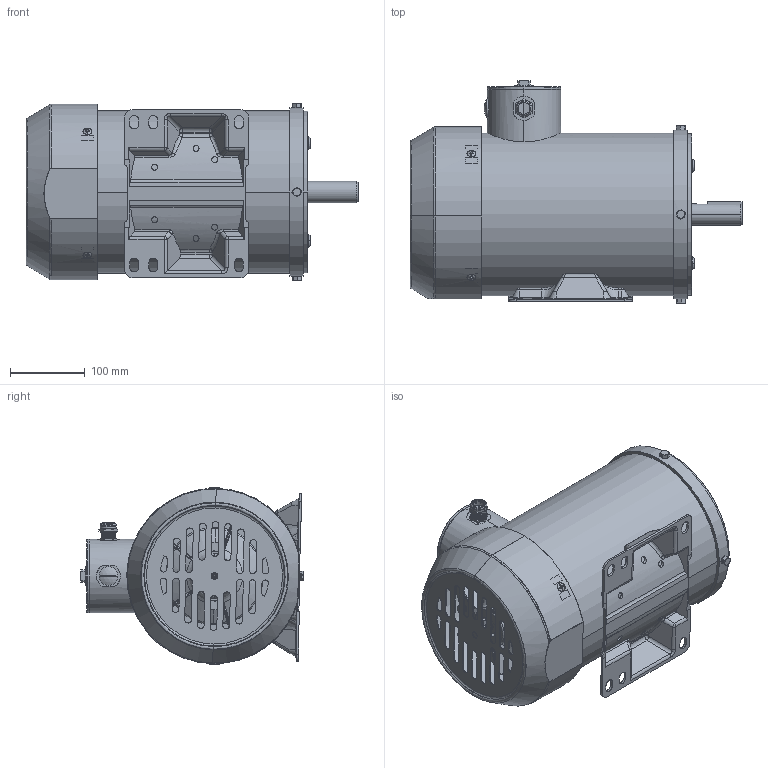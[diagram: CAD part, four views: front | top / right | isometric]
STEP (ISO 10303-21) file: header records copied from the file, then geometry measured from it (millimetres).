
FILE_DESCRIPTION (( 'STEP AP214' ), '1' );
FILE_NAME ('（182TC-3HP-4）（184TC-5HP-4）.STEP', '2017-11-13T02:04:19', ( 'user' ), ( '' ), 'SwSTEP 2.0', 'SolidWorks 2013', '' );
FILE_SCHEMA (( 'AUTOMOTIVE_DESIGN' ));
Length unit declared in the file: millimetre
Products named in the file (37): 112-2瑞圮; （182TC-3HP-4）（184TC-5HP-4）; plain washers-n series-grade a gb_GB_FASTENER_WASHER_PWNA 5; 180TC  筒形不锈钢接线盒; spring lock washers--normal type gb_GB_FASTENER_WASHER_SW 5; 出线孔塞; hexagon socket head cap screws gb_GB_FASTENER_SCREWS_HSHCS M5X16-N; 沓蹋滲蹟簽M20; 180~210TC  粣創裔8WT.317.101; 沓蹋滲M22謂12; 180TC-4 蛌赽5WT.674.102; 180~210TC  芠倛祥谽詩碟裔 ; deep groove ball bearings gb_Rolling bearings 6308 GB 276-94; 180TC  芠倛祥谽詩碟釱 ; deep groove ball bearings gb_Rolling bearings 6306 GB 276-94; M10 不銹钢带孔螺塞; 6.35x46 源瑩 8WT.970.101; 螺孔塞 8WT.350.001; 180TC 翋粣 饜90瑞圮.410.217.8WT.200.101-103-104-106; cross recessed pan head screws gb_GB_CROSS_SCREWS_TYPE1 M6X12-12  H type-N; 180TC 瑞欶 8WT.306.101; 180TC-4 翉臏蛌赽5WT.678.102; U倛蚐猾40X65X10; 180TC-4 隅赽.65. 5WT.672.102; U倛蚐猾30X65X10; 180TC ※C§楊擘 8WT.013.103; M6X295酗蹟裝; 180TC-4 隅赽沺郋5WT.663.102; plain washers--product grade c gb_GB_FASTENER_WASHER_SMWC 6; 8WT.250.102 諶え(65); spring lock washers--normal type gb_GB_FASTENER_WASHER_SW 6; 180TC-4 隅赽詁え 5WT.660.102; circlips for shaft--type a large gb_GB_CONNECTING_PIECE_RING_RRA 28; 180TC 儂褐 8WT.002.101; 疏倛粟銅D72(揤坫ヶ); 180TC 儂褲芠极 8WT.001.102; 180TC 綴傷裔 8WT.013.106
Assembly tree (66 placements, depth 4):
  （182TC-3HP-4）（184TC-5HP-4）
    180TC-4 隅赽.65. 5WT.672.102
      180TC 儂褲芠极 8WT.001.102
      180TC 儂褐 8WT.002.101
      180TC-4 隅赽沺郋5WT.663.102
        180TC-4 隅赽詁え 5WT.660.102
        8WT.250.102 諶え(65)  x6
      180TC ※C§楊擘 8WT.013.103
    180TC-4 蛌赽5WT.674.102
      180TC-4 翉臏蛌赽5WT.678.102
      180TC 翋粣 饜90瑞圮.410.217.8WT.200.101-103-104-106
      6.35x46 源瑩 8WT.970.101
      deep groove ball bearings gb_Rolling bearings 6306 GB 276-94
      deep groove ball bearings gb_Rolling bearings 6308 GB 276-94
    180~210TC  粣創裔8WT.317.101
    hexagon socket head cap screws gb_GB_FASTENER_SCREWS_HSHCS M5X16-N  x2
    spring lock washers--normal type gb_GB_FASTENER_WASHER_SW 5  x2
    plain washers-n series-grade a gb_GB_FASTENER_WASHER_PWNA 5  x2
    112-2瑞圮
    180TC 綴傷裔 8WT.013.106
    疏倛粟銅D72(揤坫ヶ)
    circlips for shaft--type a large gb_GB_CONNECTING_PIECE_RING_RRA 28
    spring lock washers--normal type gb_GB_FASTENER_WASHER_SW 6  x8
    plain washers--product grade c gb_GB_FASTENER_WASHER_SMWC 6  x4
    M6X295酗蹟裝  x4
    U倛蚐猾30X65X10
    U倛蚐猾40X65X10
    180TC 瑞欶 8WT.306.101
    cross recessed pan head screws gb_GB_CROSS_SCREWS_TYPE1 M6X12-12  H type-N  x4
    螺孔塞 8WT.350.001  x4
    M10 不銹钢带孔螺塞  x4
    180TC  筒形不锈钢接线盒
      180TC  芠倛祥谽詩碟釱 
      180~210TC  芠倛祥谽詩碟裔 
      沓蹋滲M22謂12
      沓蹋滲蹟簽M20
      出线孔塞
Bounding box: 442.82 x 296.96 x 237.04 mm (x, y, z)
Volume: 4456616.6 mm3; surface area: 1528166.3 mm2
Topology: 75 solids, 107 shells, 3194 faces, 8459 edges, 5406 vertices
Faces by surface type: plane 1245, cylinder 1035, torus 300, bspline 298, cone 244, sphere 72
Entity records: 116216 total; most frequent: CARTESIAN_POINT 41247, ORIENTED_EDGE 14230, DIRECTION 13397, EDGE_CURVE 7115, AXIS2_PLACEMENT_3D 5162, VERTEX_POINT 4589, VECTOR 3073, LINE 3073
